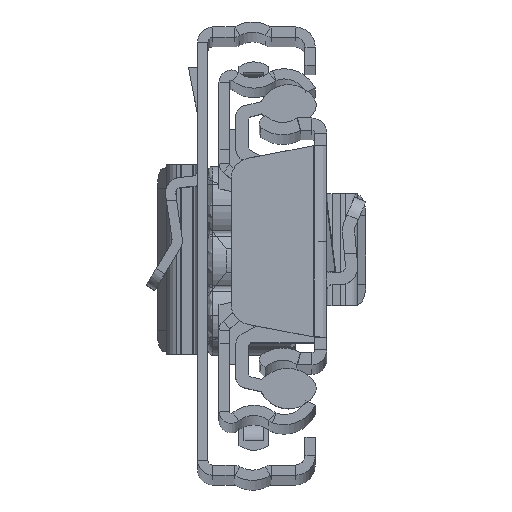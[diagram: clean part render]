
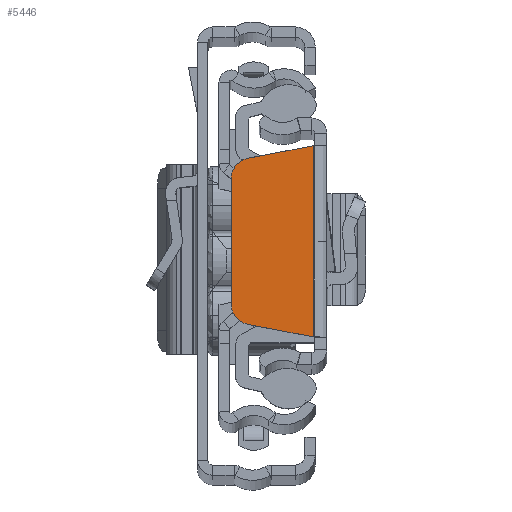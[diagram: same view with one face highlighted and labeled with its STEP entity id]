
A CAD part, top view. The second image highlights one B-rep face of the part: STEP entity #5446.
In plain terms, the highlighted planar face has unit normal (0, 0, 1).
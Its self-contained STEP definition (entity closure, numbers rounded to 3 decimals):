
#391 = DIRECTION ( 'NONE',  ( -0.982, -0.189, 0. ) ) ;
#471 = VERTEX_POINT ( 'NONE', #4787 ) ;
#747 = ORIENTED_EDGE ( 'NONE', *, *, #21323, .T. ) ;
#816 = EDGE_CURVE ( 'NONE', #21294, #471, #10470, .T. ) ;
#1334 = CARTESIAN_POINT ( 'NONE',  ( -1.36, -9.379, 0. ) ) ;
#2428 = DIRECTION ( 'NONE',  ( -1., 0., 0. ) ) ;
#2702 = DIRECTION ( 'NONE',  ( 0., 0., 1. ) ) ;
#4023 = ORIENTED_EDGE ( 'NONE', *, *, #816, .T. ) ;
#4073 = DIRECTION ( 'NONE',  ( 0., 0., -1. ) ) ;
#4183 = CARTESIAN_POINT ( 'NONE',  ( 0., 0., 0. ) ) ;
#4775 = VECTOR ( 'NONE', #10953, 1000. ) ;
#4787 = CARTESIAN_POINT ( 'NONE',  ( -7.778, -8.147, 0. ) ) ;
#5446 = ADVANCED_FACE ( 'NONE', ( #17652 ), #18960, .F. ) ;
#6263 = LINE ( 'NONE', #14413, #4775 ) ;
#6436 = EDGE_CURVE ( 'NONE', #11055, #13430, #6263, .T. ) ;
#6542 = VECTOR ( 'NONE', #391, 1000. ) ;
#6973 = LINE ( 'NONE', #16748, #9838 ) ;
#7178 = CARTESIAN_POINT ( 'NONE',  ( -9.401, -6.183, 0. ) ) ;
#7278 = DIRECTION ( 'NONE',  ( 0.982, -0.189, 0. ) ) ;
#7369 = EDGE_CURVE ( 'NONE', #11055, #10977, #11694, .T. ) ;
#7822 = ORIENTED_EDGE ( 'NONE', *, *, #18576, .T. ) ;
#7929 = CARTESIAN_POINT ( 'NONE',  ( -7.401, -6.183, 0. ) ) ;
#8880 = ORIENTED_EDGE ( 'NONE', *, *, #12658, .T. ) ;
#9838 = VECTOR ( 'NONE', #15344, 1000. ) ;
#9980 = VERTEX_POINT ( 'NONE', #19740 ) ;
#10470 = CIRCLE ( 'NONE', #13914, 2. ) ;
#10776 = LINE ( 'NONE', #20339, #12999 ) ;
#10953 = DIRECTION ( 'NONE',  ( 0., -1., 0. ) ) ;
#10977 = VERTEX_POINT ( 'NONE', #19213 ) ;
#11055 = VERTEX_POINT ( 'NONE', #14102 ) ;
#11694 = LINE ( 'NONE', #18196, #6542 ) ;
#12397 = DIRECTION ( 'NONE',  ( -1., 0., 0. ) ) ;
#12658 = EDGE_CURVE ( 'NONE', #10977, #9980, #19376, .T. ) ;
#12909 = DIRECTION ( 'NONE',  ( 0., 0., 1. ) ) ;
#12999 = VECTOR ( 'NONE', #7278, 1000. ) ;
#13430 = VERTEX_POINT ( 'NONE', #1334 ) ;
#13914 = AXIS2_PLACEMENT_3D ( 'NONE', #7929, #2702, #12397 ) ;
#14102 = CARTESIAN_POINT ( 'NONE',  ( -1.36, 9.379, 0. ) ) ;
#14413 = CARTESIAN_POINT ( 'NONE',  ( -1.36, -9.379, 0. ) ) ;
#15344 = DIRECTION ( 'NONE',  ( 0., -1., 0. ) ) ;
#16524 = AXIS2_PLACEMENT_3D ( 'NONE', #4183, #4073, #2428 ) ;
#16748 = CARTESIAN_POINT ( 'NONE',  ( -9.401, 0., 0. ) ) ;
#17475 = EDGE_LOOP ( 'NONE', ( #747, #4023, #7822, #19477, #18044, #8880 ) ) ;
#17652 = FACE_OUTER_BOUND ( 'NONE', #17475, .T. ) ;
#18044 = ORIENTED_EDGE ( 'NONE', *, *, #7369, .T. ) ;
#18196 = CARTESIAN_POINT ( 'NONE',  ( -1.786, 9.298, 0. ) ) ;
#18576 = EDGE_CURVE ( 'NONE', #471, #13430, #10776, .T. ) ;
#18960 = PLANE ( 'NONE',  #16524 ) ;
#19213 = CARTESIAN_POINT ( 'NONE',  ( -7.778, 8.147, 0. ) ) ;
#19376 = CIRCLE ( 'NONE', #21457, 2. ) ;
#19429 = CARTESIAN_POINT ( 'NONE',  ( -7.401, 6.183, 0. ) ) ;
#19477 = ORIENTED_EDGE ( 'NONE', *, *, #6436, .F. ) ;
#19740 = CARTESIAN_POINT ( 'NONE',  ( -9.401, 6.183, 0. ) ) ;
#20339 = CARTESIAN_POINT ( 'NONE',  ( -1.786, -9.298, 0. ) ) ;
#20954 = DIRECTION ( 'NONE',  ( -1., 0., 0. ) ) ;
#21294 = VERTEX_POINT ( 'NONE', #7178 ) ;
#21323 = EDGE_CURVE ( 'NONE', #9980, #21294, #6973, .T. ) ;
#21457 = AXIS2_PLACEMENT_3D ( 'NONE', #19429, #12909, #20954 ) ;
